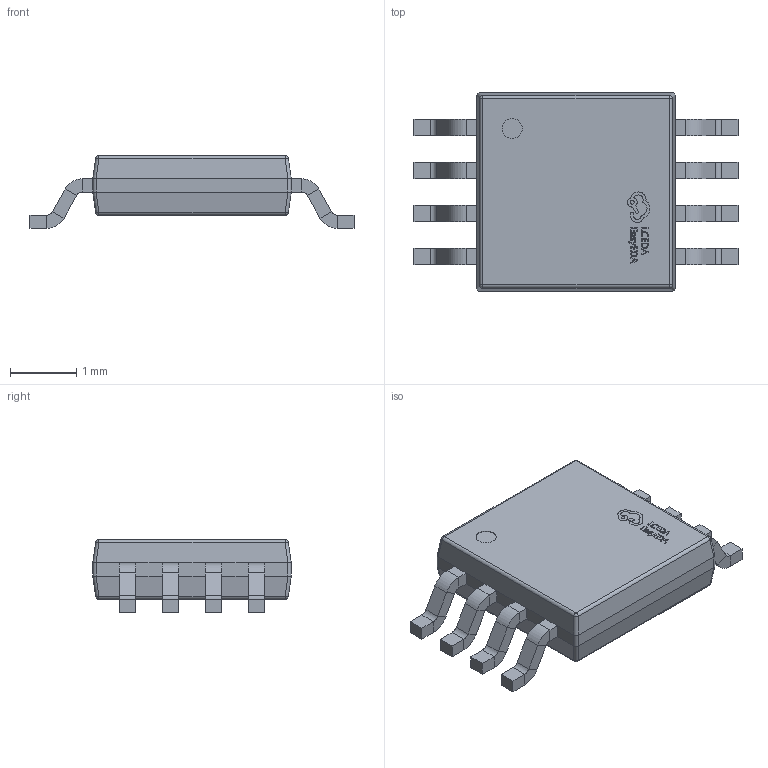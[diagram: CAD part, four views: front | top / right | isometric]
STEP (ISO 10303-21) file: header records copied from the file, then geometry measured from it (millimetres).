
FILE_DESCRIPTION(/* description */ ('Designed by EasyEDA Pro'),/* implementation_level */ '2;1');
FILE_NAME(/* name */ 'MSOP-8.step',/* time_stamp */ '2025-03-31T09:43:13+08:00',/* author */ (''),/* organization */ (''),/* preprocessor_version */ 'ST-DEVELOPER v20.1',/* originating_system */ 'Autodesk Translation Framework v14.4.0.0',/* authorisation */ '');
FILE_SCHEMA (('AUTOMOTIVE_DESIGN { 1 0 10303 214 3 1 1 }'));
Length unit declared in the file: millimetre
Products named in the file (4): 1lA0-PCBModel; 1lA0-Board; 1lA0-U1-MSOP-8_L3.0-W3.0-P0.65-LS4.9-BL; COMPOUND
Assembly tree (3 placements, depth 3):
  1lA0-PCBModel
    1lA0-Board
    1lA0-U1-MSOP-8_L3.0-W3.0-P0.65-LS4.9-BL
      COMPOUND
Bounding box: 4.9 x 3 x 1.1 mm (x, y, z)
Volume: 8.4 mm3; surface area: 36.3 mm2
Topology: 14 solids, 14 shells, 506 faces, 1234 edges, 756 vertices
Faces by surface type: plane 333, bspline 112, cylinder 53, sphere 8
Full cylindrical faces by diameter (mm): 0.303 x1
Entity records: 15982 total; most frequent: CARTESIAN_POINT 4317, ORIENTED_EDGE 2452, DIRECTION 2082, EDGE_CURVE 1226, LINE 904, VECTOR 904, VERTEX_POINT 756, AXIS2_PLACEMENT_3D 589
